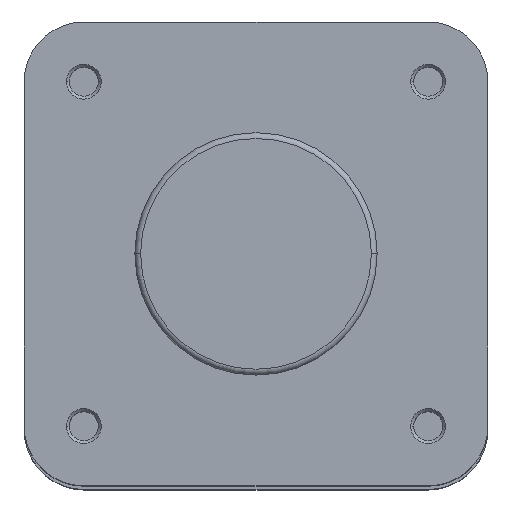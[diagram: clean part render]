
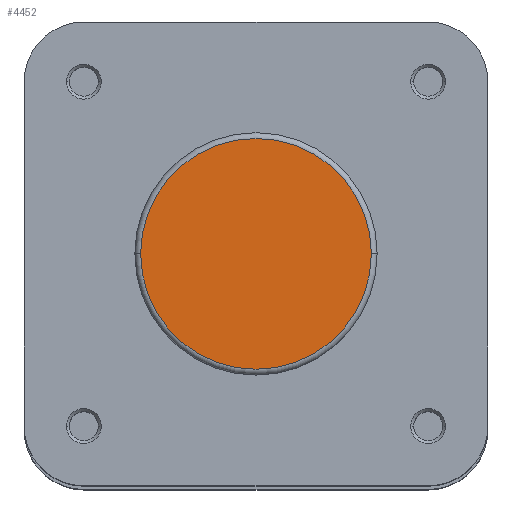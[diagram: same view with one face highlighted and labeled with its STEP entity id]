
A CAD part, top view. The second image highlights one B-rep face of the part: STEP entity #4452.
In plain terms, the highlighted planar face has unit normal (0, 0, 1).
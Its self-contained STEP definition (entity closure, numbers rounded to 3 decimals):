
#24 = EDGE_CURVE ( 'NONE', #4801, #4794, #3021, .T. ) ;
#76 = EDGE_CURVE ( 'NONE', #4794, #4801, #3099, .T. ) ;
#354 = AXIS2_PLACEMENT_3D ( 'NONE', #4659, #4707, #4695 ) ;
#378 = AXIS2_PLACEMENT_3D ( 'NONE', #5066, #5049, #5072 ) ;
#686 = AXIS2_PLACEMENT_3D ( 'NONE', #1710, #1716, #1717 ) ;
#1707 = PLANE ( 'NONE',  #686 ) ;
#1710 = CARTESIAN_POINT ( 'NONE',  ( 0., 20.9, 0. ) ) ;
#1716 = DIRECTION ( 'NONE',  ( 0., 0., -1. ) ) ;
#1717 = DIRECTION ( 'NONE',  ( -1., 0., 0. ) ) ;
#2071 = CARTESIAN_POINT ( 'NONE',  ( -19.9, 0., 0. ) ) ;
#2076 = CARTESIAN_POINT ( 'NONE',  ( 19.9, 0., 0. ) ) ;
#2903 = EDGE_LOOP ( 'NONE', ( #4281, #4262 ) ) ;
#3021 = CIRCLE ( 'NONE', #354, 19.9 ) ;
#3099 = CIRCLE ( 'NONE', #378, 19.9 ) ;
#3783 = FACE_OUTER_BOUND ( 'NONE', #2903, .T. ) ;
#4262 = ORIENTED_EDGE ( 'NONE', *, *, #24, .T. ) ;
#4281 = ORIENTED_EDGE ( 'NONE', *, *, #76, .T. ) ;
#4452 = ADVANCED_FACE ( 'NONE', ( #3783 ), #1707, .F. ) ;
#4659 = CARTESIAN_POINT ( 'NONE',  ( 0., 0., 0. ) ) ;
#4695 = DIRECTION ( 'NONE',  ( -1., 0., 0. ) ) ;
#4707 = DIRECTION ( 'NONE',  ( 0., 0., 1. ) ) ;
#4794 = VERTEX_POINT ( 'NONE', #2071 ) ;
#4801 = VERTEX_POINT ( 'NONE', #2076 ) ;
#5049 = DIRECTION ( 'NONE',  ( 0., 0., 1. ) ) ;
#5066 = CARTESIAN_POINT ( 'NONE',  ( 0., 0., 0. ) ) ;
#5072 = DIRECTION ( 'NONE',  ( -1., 0., 0. ) ) ;
